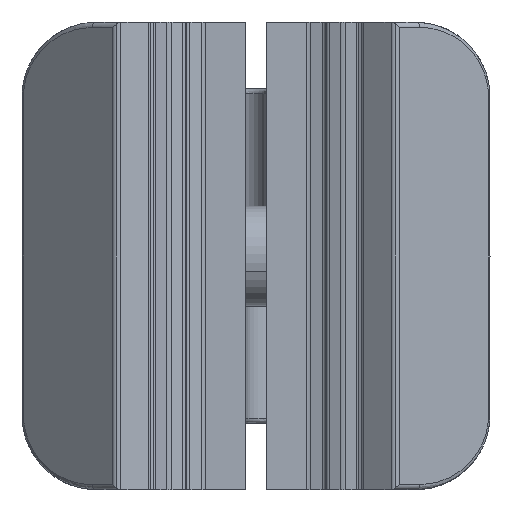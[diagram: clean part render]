
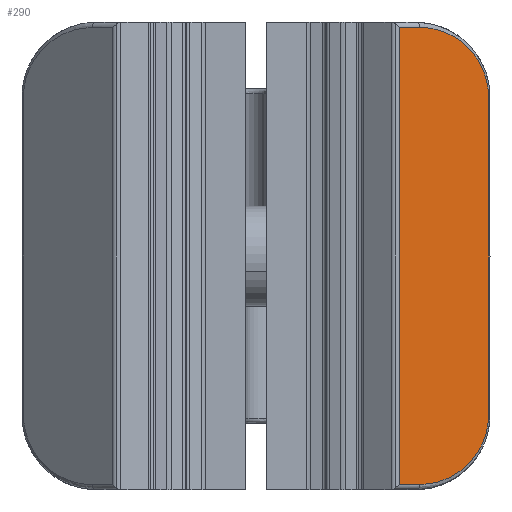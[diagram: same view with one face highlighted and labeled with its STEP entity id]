
A CAD part, left-side view. The second image highlights one B-rep face of the part: STEP entity #290.
In plain terms, the highlighted planar face has unit normal (-0.707, -0.707, 0).
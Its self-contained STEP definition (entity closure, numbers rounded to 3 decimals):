
#290 = ADVANCED_FACE ( 'NONE', ( #4043 ), #4081, .T. ) ;
#314 = CARTESIAN_POINT ( 'NONE',  ( -39.964, -9.799, 13.687 ) ) ;
#484 = VERTEX_POINT ( 'NONE', #3644 ) ;
#591 = ORIENTED_EDGE ( 'NONE', *, *, #5015, .T. ) ;
#924 = LINE ( 'NONE', #2108, #2468 ) ;
#1029 = DIRECTION ( 'NONE',  ( 0., 0., -1. ) ) ;
#1160 = VERTEX_POINT ( 'NONE', #4366 ) ;
#1352 = EDGE_CURVE ( 'NONE', #3125, #3473, #6822, .T. ) ;
#1426 = CARTESIAN_POINT ( 'NONE',  ( -37.56, -12.203, -13.653 ) ) ;
#1474 = LINE ( 'NONE', #3650, #5914 ) ;
#1483 = ORIENTED_EDGE ( 'NONE', *, *, #5317, .T. ) ;
#1957 = DIRECTION ( 'NONE',  ( -0.707, -0.707, 0. ) ) ;
#1990 = LINE ( 'NONE', #6436, #4643 ) ;
#2108 = CARTESIAN_POINT ( 'NONE',  ( -41.205, -8.558, 40. ) ) ;
#2196 = VERTEX_POINT ( 'NONE', #6007 ) ;
#2197 = AXIS2_PLACEMENT_3D ( 'NONE', #2992, #1957, #4613 ) ;
#2456 = ORIENTED_EDGE ( 'NONE', *, *, #1352, .T. ) ;
#2468 = VECTOR ( 'NONE', #1029, 1000. ) ;
#2641 = VERTEX_POINT ( 'NONE', #5389 ) ;
#2992 = CARTESIAN_POINT ( 'NONE',  ( -41.205, -8.558, 40. ) ) ;
#3064 = EDGE_LOOP ( 'NONE', ( #1483, #3414, #2456, #591, #3468, #5858 ) ) ;
#3125 = VERTEX_POINT ( 'NONE', #6066 ) ;
#3414 = ORIENTED_EDGE ( 'NONE', *, *, #5287, .T. ) ;
#3468 = ORIENTED_EDGE ( 'NONE', *, *, #6178, .T. ) ;
#3473 = VERTEX_POINT ( 'NONE', #5596 ) ;
#3561 = DIRECTION ( 'NONE',  ( 0.707, -0.707, 0. ) ) ;
#3644 = CARTESIAN_POINT ( 'NONE',  ( -39.964, -9.799, 13.687 ) ) ;
#3650 = CARTESIAN_POINT ( 'NONE',  ( -41.205, -8.558, 13.687 ) ) ;
#4043 = FACE_OUTER_BOUND ( 'NONE', #3064, .T. ) ;
#4046 = DIRECTION ( 'NONE',  ( 0., 0., 1. ) ) ;
#4081 = PLANE ( 'NONE',  #2197 ) ;
#4366 = CARTESIAN_POINT ( 'NONE',  ( -39.964, -9.799, -13.687 ) ) ;
#4613 = DIRECTION ( 'NONE',  ( 0.707, -0.707, 0. ) ) ;
#4643 = VECTOR ( 'NONE', #3561, 1000. ) ;
#4761 = CARTESIAN_POINT ( 'NONE',  ( -37.56, -12.203, 13.653 ) ) ;
#4816 = CARTESIAN_POINT ( 'NONE',  ( -35.866, -13.897, -11.946 ) ) ;
#5015 = EDGE_CURVE ( 'NONE', #3473, #484, #6982, .T. ) ;
#5233 = CARTESIAN_POINT ( 'NONE',  ( -35.851, -13.912, 40. ) ) ;
#5287 = EDGE_CURVE ( 'NONE', #1160, #3125, #5828, .T. ) ;
#5317 = EDGE_CURVE ( 'NONE', #2641, #1160, #1990, .T. ) ;
#5389 = CARTESIAN_POINT ( 'NONE',  ( -41.205, -8.558, -13.687 ) ) ;
#5596 = CARTESIAN_POINT ( 'NONE',  ( -35.851, -13.912, 9.541 ) ) ;
#5806 = CARTESIAN_POINT ( 'NONE',  ( -35.851, -13.912, -9.541 ) ) ;
#5828 =( BOUNDED_CURVE ( )  B_SPLINE_CURVE ( 3, ( #6338, #1426, #4816, #5806 ),
 .UNSPECIFIED., .F., .F. ) 
 B_SPLINE_CURVE_WITH_KNOTS ( ( 4, 4 ),
 ( 4.727, 6.277 ),
 .UNSPECIFIED. ) 
 CURVE ( )  GEOMETRIC_REPRESENTATION_ITEM ( )  RATIONAL_B_SPLINE_CURVE ( ( 1., 0.81, 0.81, 1. ) ) 
 REPRESENTATION_ITEM ( '' )  );
#5849 = DIRECTION ( 'NONE',  ( -0.707, 0.707, 0. ) ) ;
#5858 = ORIENTED_EDGE ( 'NONE', *, *, #6073, .T. ) ;
#5914 = VECTOR ( 'NONE', #5849, 1000. ) ;
#6007 = CARTESIAN_POINT ( 'NONE',  ( -41.205, -8.558, 13.687 ) ) ;
#6066 = CARTESIAN_POINT ( 'NONE',  ( -35.851, -13.912, -9.541 ) ) ;
#6073 = EDGE_CURVE ( 'NONE', #2196, #2641, #924, .T. ) ;
#6178 = EDGE_CURVE ( 'NONE', #484, #2196, #1474, .T. ) ;
#6338 = CARTESIAN_POINT ( 'NONE',  ( -39.964, -9.799, -13.687 ) ) ;
#6436 = CARTESIAN_POINT ( 'NONE',  ( -35.763, -14., -13.687 ) ) ;
#6487 = CARTESIAN_POINT ( 'NONE',  ( -35.866, -13.897, 11.946 ) ) ;
#6808 = VECTOR ( 'NONE', #4046, 1000. ) ;
#6822 = LINE ( 'NONE', #5233, #6808 ) ;
#6892 = CARTESIAN_POINT ( 'NONE',  ( -35.851, -13.912, 9.541 ) ) ;
#6982 =( BOUNDED_CURVE ( )  B_SPLINE_CURVE ( 3, ( #6892, #6487, #4761, #314 ),
 .UNSPECIFIED., .F., .F. ) 
 B_SPLINE_CURVE_WITH_KNOTS ( ( 4, 4 ),
 ( 0.006, 1.557 ),
 .UNSPECIFIED. ) 
 CURVE ( )  GEOMETRIC_REPRESENTATION_ITEM ( )  RATIONAL_B_SPLINE_CURVE ( ( 1., 0.81, 0.81, 1. ) ) 
 REPRESENTATION_ITEM ( '' )  );
